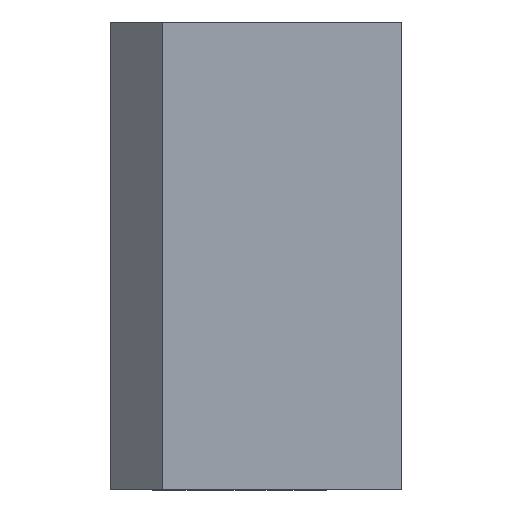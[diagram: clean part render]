
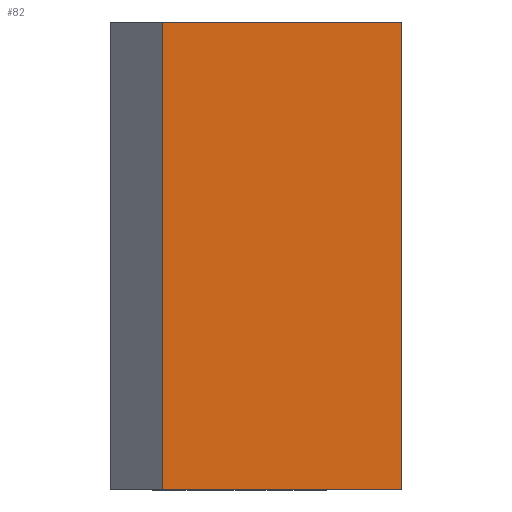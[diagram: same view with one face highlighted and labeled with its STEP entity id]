
A CAD part, front view. The second image highlights one B-rep face of the part: STEP entity #82.
In plain terms, the highlighted planar face has unit normal (0, -1, 0).
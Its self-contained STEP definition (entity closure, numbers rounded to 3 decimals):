
#49=PLANE('',#462);
#65=FACE_OUTER_BOUND('',#139,.T.);
#82=ADVANCED_FACE('',(#65),#49,.F.);
#139=EDGE_LOOP('',(#270,#271,#272,#273));
#188=LINE('',#717,#224);
#189=LINE('',#720,#225);
#190=LINE('',#722,#226);
#191=LINE('',#724,#227);
#224=VECTOR('',#532,1.);
#225=VECTOR('',#533,1.);
#226=VECTOR('',#534,1.);
#227=VECTOR('',#535,1.);
#270=ORIENTED_EDGE('',*,*,#409,.F.);
#271=ORIENTED_EDGE('',*,*,#410,.T.);
#272=ORIENTED_EDGE('',*,*,#411,.T.);
#273=ORIENTED_EDGE('',*,*,#412,.T.);
#364=VERTEX_POINT('',#718);
#365=VERTEX_POINT('',#719);
#366=VERTEX_POINT('',#721);
#367=VERTEX_POINT('',#723);
#409=EDGE_CURVE('',#364,#365,#188,.T.);
#410=EDGE_CURVE('',#364,#366,#189,.T.);
#411=EDGE_CURVE('',#366,#367,#190,.T.);
#412=EDGE_CURVE('',#367,#365,#191,.T.);
#462=AXIS2_PLACEMENT_3D('',#725,#536,#537);
#532=DIRECTION('',(1.,0.,0.));
#533=DIRECTION('',(0.,0.,-1.));
#534=DIRECTION('',(1.,0.,0.));
#535=DIRECTION('',(0.,0.,1.));
#536=DIRECTION('',(0.,1.,0.));
#537=DIRECTION('',(0.,0.,1.));
#717=CARTESIAN_POINT('',(-12.,-17.5,22.5));
#718=CARTESIAN_POINT('',(-7.,-17.5,22.5));
#719=CARTESIAN_POINT('',(16.,-17.5,22.5));
#720=CARTESIAN_POINT('',(-7.,-17.5,22.5));
#721=CARTESIAN_POINT('',(-7.,-17.5,-22.5));
#722=CARTESIAN_POINT('',(-12.,-17.5,-22.5));
#723=CARTESIAN_POINT('',(16.,-17.5,-22.5));
#724=CARTESIAN_POINT('',(16.,-17.5,22.5));
#725=CARTESIAN_POINT('',(-12.,-17.5,22.5));
